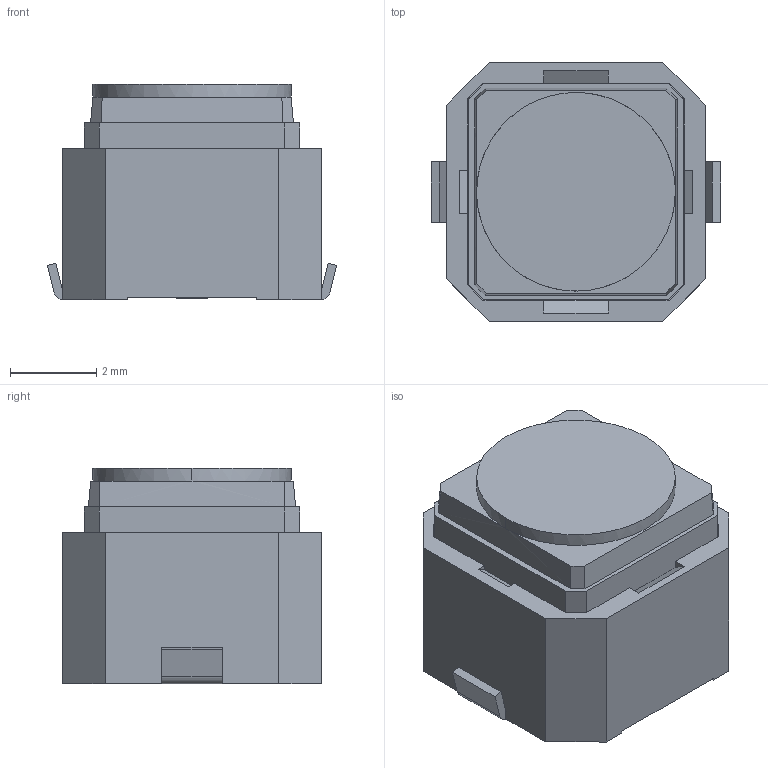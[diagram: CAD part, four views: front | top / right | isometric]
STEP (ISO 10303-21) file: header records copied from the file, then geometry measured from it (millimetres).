
FILE_DESCRIPTION (( 'STEP AP214' ), '1' );
FILE_NAME ('430133050816.STEP', '2024-05-09T06:57:24', ( '' ), ( '' ), 'SwSTEP 2.0', 'SolidWorks 2016', '' );
FILE_SCHEMA (( 'AUTOMOTIVE_DESIGN' ));
Length unit declared in the file: millimetre
Products named in the file (4): Contact; Cap; Base; 430133050816
Assembly tree (3 placements, depth 2):
  430133050816
    Base
    Cap
    Contact
Bounding box: 6.7 x 6 x 5 mm (x, y, z)
Volume: 97.1 mm3; surface area: 296.6 mm2
Topology: 4 solids, 4 shells, 156 faces, 414 edges, 276 vertices
Faces by surface type: plane 127, cylinder 16, bspline 13
Entity records: 5700 total; most frequent: CARTESIAN_POINT 1119, ORIENTED_EDGE 828, DIRECTION 710, EDGE_CURVE 414, VECTOR 352, LINE 352, VERTEX_POINT 276, AXIS2_PLACEMENT_3D 179
